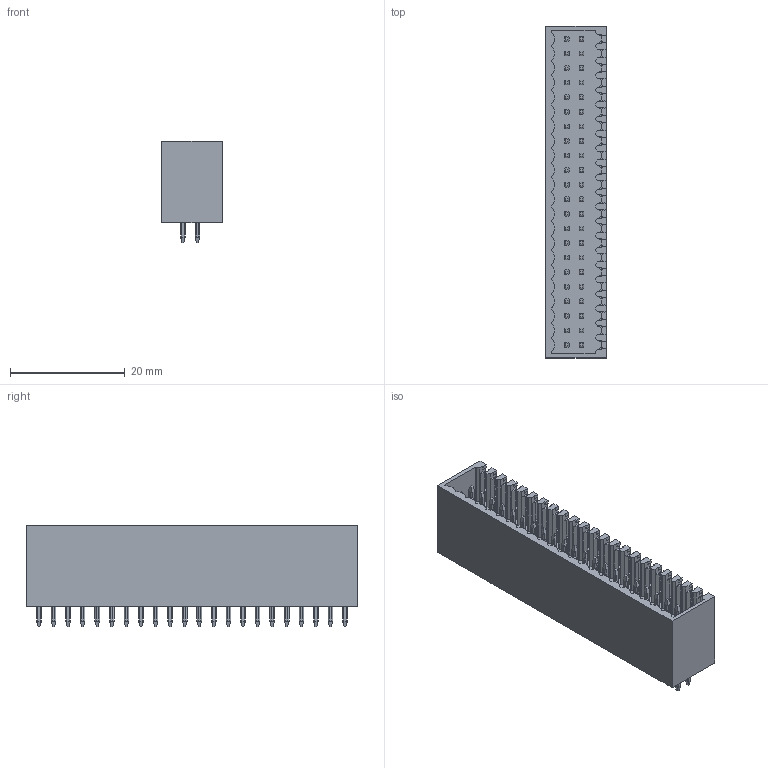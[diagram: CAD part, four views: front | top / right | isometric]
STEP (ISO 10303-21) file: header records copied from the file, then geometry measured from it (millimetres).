
FILE_DESCRIPTION((''),'2;1');
FILE_NAME('TLPHDC-020V','2024-10-16T16:33:09',('tluser'),(''),'CREO PARAMETRIC BY PTC INC, 2018100','CREO PARAMETRIC BY PTC INC, 2018100','');
FILE_SCHEMA(('CONFIG_CONTROL_DESIGN'));
Length unit declared in the file: millimetre
Products named in the file (1): TLPHDC-020V
Bounding box: 10.5 x 57.84 x 17.7 mm (x, y, z)
Volume: 5496.4 mm3; surface area: 5235.3 mm2
Topology: 1 solids, 1 shells, 1638 faces, 4600 edges, 3052 vertices
Faces by surface type: plane 1264, cylinder 374
Entity records: 53258 total; most frequent: CARTESIAN_POINT 11930, ORIENTED_EDGE 9200, DIRECTION 7568, EDGE_CURVE 4600, VECTOR 3500, LINE 3500, VERTEX_POINT 3052, AXIS2_PLACEMENT_3D 2034
